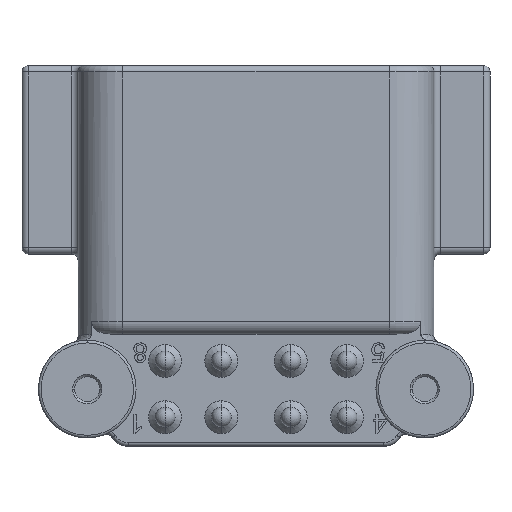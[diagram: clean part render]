
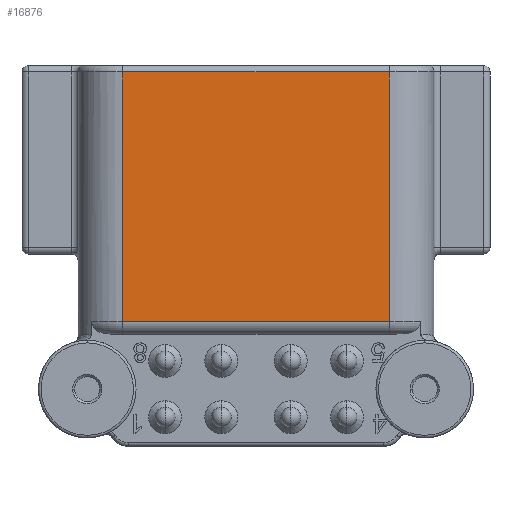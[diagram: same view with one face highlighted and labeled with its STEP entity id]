
A CAD part, front view. The second image highlights one B-rep face of the part: STEP entity #16876.
In plain terms, the highlighted planar face has unit normal (0, -1, 0).
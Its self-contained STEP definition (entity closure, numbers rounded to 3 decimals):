
#3631=DIRECTION('',(0.,0.,1.));
#3632=VECTOR('',#3631,19.6);
#3633=CARTESIAN_POINT('',(10.475,-11.66,-0.5));
#3634=LINE('',#3633,#3632);
#4021=DIRECTION('',(1.,0.,0.));
#4022=VECTOR('',#4021,20.95);
#4023=CARTESIAN_POINT('',(-10.475,-11.66,19.1));
#4024=LINE('',#4023,#4022);
#4025=DIRECTION('',(0.,0.,1.));
#4026=VECTOR('',#4025,19.6);
#4027=CARTESIAN_POINT('',(-10.475,-11.66,-0.5));
#4028=LINE('',#4027,#4026);
#4033=DIRECTION('',(-1.,0.,0.));
#4034=VECTOR('',#4033,20.95);
#4035=CARTESIAN_POINT('',(10.475,-11.66,-0.5));
#4036=LINE('',#4035,#4034);
#10127=CARTESIAN_POINT('',(-10.475,-11.66,-0.5));
#10129=VERTEX_POINT('',#10127);
#10296=CARTESIAN_POINT('',(10.475,-11.66,-0.5));
#10298=VERTEX_POINT('',#10296);
#11735=CARTESIAN_POINT('',(10.475,-11.66,19.1));
#11736=VERTEX_POINT('',#11735);
#11739=CARTESIAN_POINT('',(-10.475,-11.66,19.1));
#11740=VERTEX_POINT('',#11739);
#16863=CARTESIAN_POINT('',(-10.475,-11.66,-1.5));
#16864=DIRECTION('',(0.,-1.,0.));
#16865=DIRECTION('',(0.,0.,-1.));
#16866=AXIS2_PLACEMENT_3D('',#16863,#16864,#16865);
#16867=PLANE('',#16866);
#16868=ORIENTED_EDGE('',*,*,#16857,.T.);
#16869=ORIENTED_EDGE('',*,*,#16443,.F.);
#16871=ORIENTED_EDGE('',*,*,#16870,.T.);
#16873=ORIENTED_EDGE('',*,*,#16872,.T.);
#16874=EDGE_LOOP('',(#16868,#16869,#16871,#16873));
#16875=FACE_OUTER_BOUND('',#16874,.F.);
#16876=ADVANCED_FACE('',(#16875),#16867,.T.);
#16443=EDGE_CURVE('',#10298,#11736,#3634,.T.);
#16857=EDGE_CURVE('',#11740,#11736,#4024,.T.);
#16870=EDGE_CURVE('',#10298,#10129,#4036,.T.);
#16872=EDGE_CURVE('',#10129,#11740,#4028,.T.);
